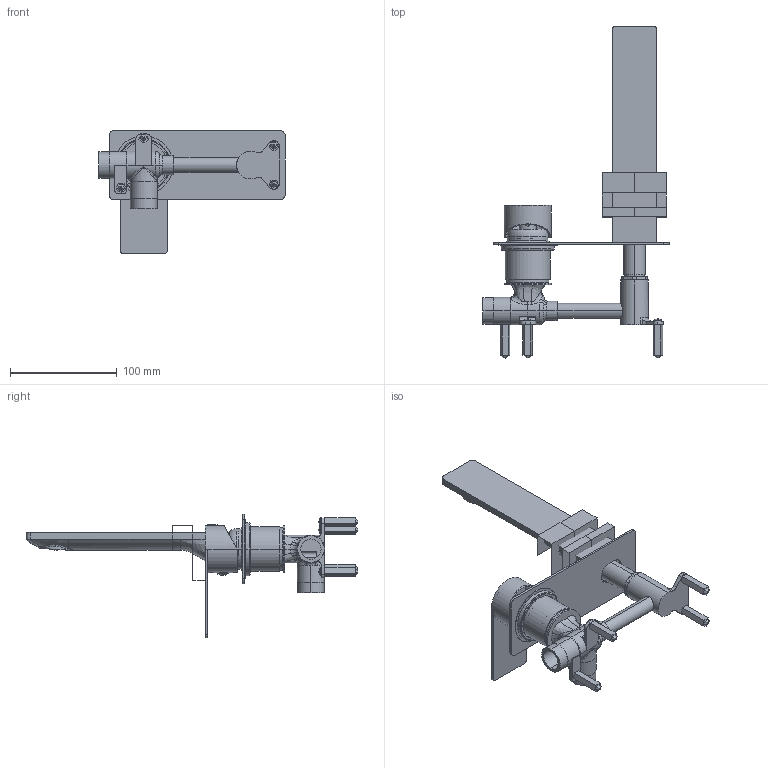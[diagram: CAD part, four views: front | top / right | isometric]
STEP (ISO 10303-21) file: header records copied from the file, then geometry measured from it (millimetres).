
FILE_DESCRIPTION((''),'2;1');
FILE_NAME('60_ASM','2023-07-12T15:20:58',('Administrator'),(''),'CREO PARAMETRIC BY PTC INC, 2018500','CREO PARAMETRIC BY PTC INC, 2018500','');
FILE_SCHEMA(('CONFIG_CONTROL_DESIGN'));
Length unit declared in the file: millimetre
Products named in the file (26): 8104023_PRT_3_0; 8104023_PRT_2_0; 8104023_PRT_1_0; 81040230_ASM; 811N189NF; 32; 813C153NF_PRT; 826B093NF_PRT; 813S049CP_PRT; 805A027NF_PRT; 812S019NF_PRT; 813S173CP; 826B042NF_PRT; 807N184CP; 811D170NF; 815S004NF_PRT; 240001; 826B134NF; 825B206NF; 50_ASM; 813S050CP_PRT; 806S183CP_PRT; 814A001CP_PRT; 825A119NF; 815S012NF_PRT; 60_ASM
Assembly tree (35 placements, depth 3):
  60_ASM
    81040230_ASM
      8104023_PRT_3_0
      8104023_PRT_2_0
      8104023_PRT_1_0
    811N189NF
    32
    813C153NF_PRT
    826B093NF_PRT  x2
    813S049CP_PRT
    805A027NF_PRT
    812S019NF_PRT
    813S173CP
    826B042NF_PRT
    50_ASM
      807N184CP
      811D170NF
      815S004NF_PRT  x2
      240001
      826B134NF  x2
      825B206NF
    813S050CP_PRT
    806S183CP_PRT
    815S004NF_PRT
    814A001CP_PRT
    825A119NF  x4
    815S012NF_PRT  x4
Bounding box: 174.5 x 311.1 x 115.5 mm (x, y, z)
Volume: 216152.1 mm3; surface area: 200030.8 mm2
Topology: 33 solids, 46 shells, 1247 faces, 3058 edges, 1946 vertices
Faces by surface type: plane 519, cylinder 343, bspline 108, extrusion 82, torus 81, cone 80, sphere 34
Entity records: 41974 total; most frequent: CARTESIAN_POINT 17677, ORIENTED_EDGE 4897, DIRECTION 4832, EDGE_CURVE 2489, AXIS2_PLACEMENT_3D 1818, VERTEX_POINT 1591, VECTOR 1196, EDGE_LOOP 1166
